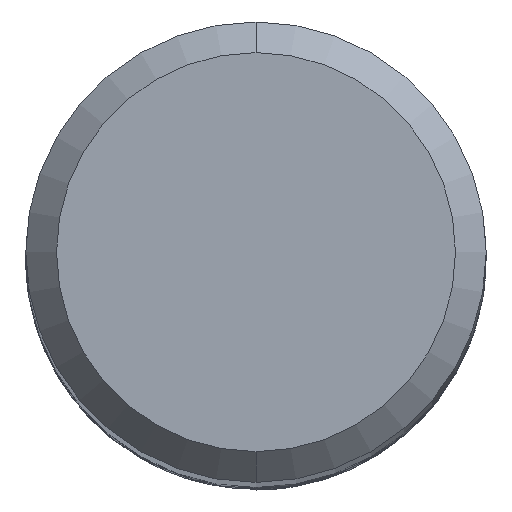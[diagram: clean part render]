
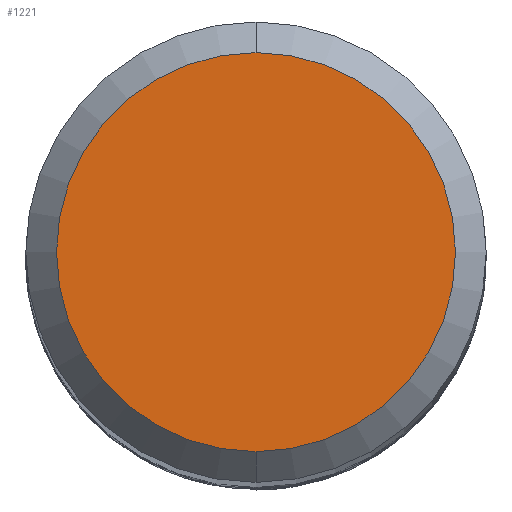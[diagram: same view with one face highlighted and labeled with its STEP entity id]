
A CAD part, top view. The second image highlights one B-rep face of the part: STEP entity #1221.
In plain terms, the highlighted planar face has unit normal (0, 0, 1).
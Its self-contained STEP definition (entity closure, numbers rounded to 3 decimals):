
#993=VERTEX_POINT('',#2262);
#1185=EDGE_CURVE('',#993,#1525,#2469,.T.);
#1221=ADVANCED_FACE('',(#2510),#2511,.T.);
#1525=VERTEX_POINT('',#2837);
#1543=EDGE_CURVE('',#1525,#993,#2857,.T.);
#2262=CARTESIAN_POINT('',(0.,-2.6,0.0));
#2469=CIRCLE('',#9857,2.6);
#2510=FACE_OUTER_BOUND('',#10118,.T.);
#2511=PLANE('',#10119);
#2837=CARTESIAN_POINT('',(0.0,2.6,0.0));
#2857=CIRCLE('',#13080,2.6);
#9857=AXIS2_PLACEMENT_3D('',#17530,#17531,#17532);
#10118=EDGE_LOOP('',(#17588,#17589));
#10119=AXIS2_PLACEMENT_3D('',#17590,#17591,#17592);
#13080=AXIS2_PLACEMENT_3D('',#17887,#17888,#17889);
#17530=CARTESIAN_POINT('',(0.0,0.0,0.0));
#17531=DIRECTION('',(0.0,0.0,-1.0));
#17532=DIRECTION('',(0.0,1.0,0.0));
#17588=ORIENTED_EDGE('',*,*,#1543,.F.);
#17589=ORIENTED_EDGE('',*,*,#1185,.F.);
#17590=CARTESIAN_POINT('',(0.0,1.3,0.0));
#17591=DIRECTION('',(-0.0,0.0,1.0));
#17592=DIRECTION('',(0.0,-1.0,0.0));
#17887=CARTESIAN_POINT('',(0.0,0.0,0.0));
#17888=DIRECTION('',(0.0,0.0,-1.0));
#17889=DIRECTION('',(0.0,1.0,0.0));
